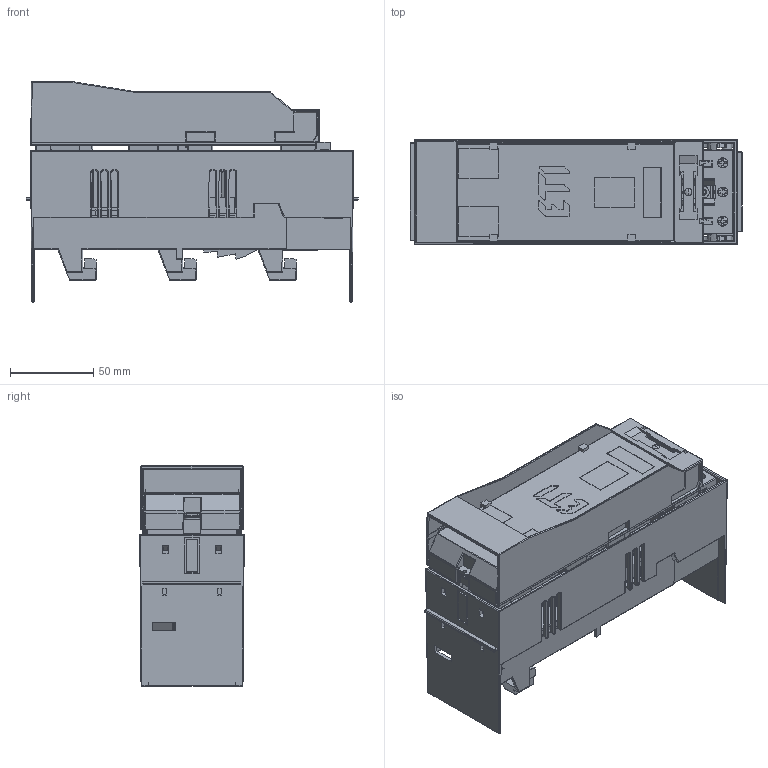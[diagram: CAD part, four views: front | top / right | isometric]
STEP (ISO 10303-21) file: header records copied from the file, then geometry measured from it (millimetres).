
FILE_DESCRIPTION((''),'2;1');
FILE_NAME('T6407801_NH_SAMMELSCHIENENTRE_1_ASM','2021-05-14T',('marketing.praksa'),('Audax d.o.o.'),'CREO PARAMETRIC BY PTC INC, 2017480','CREO PARAMETRIC BY PTC INC, 2017480','');
FILE_SCHEMA(('AUTOMOTIVE_DESIGN { 1 0 10303 214 1 1 1 1 }'));
Products named in the file (14): 33716_GEHAEUSE; 158217_VERBINDUNGSSCHIENE_L1_L2; 158218_VERBINDUNGSSCHIENE_L3; 158204_02_KONTAKT; 76703_DRUCKFEDER; 67391_SF-LINSENSCHRAUBE; 158440_FAHRSTUHLKLEMME; 68236_SOND_LINSENKOPFSCHRAUBE; 33717_FRONTPLATTE; 32393; 33718_SCHUTZABDECKUNG; PRT9559; HHDGH; T6407801_NH_SAMMELSCHIENENTRE_1_ASM
Assembly tree (22 placements, depth 2):
  T6407801_NH_SAMMELSCHIENENTRE_1_ASM
    33716_GEHAEUSE
    158217_VERBINDUNGSSCHIENE_L1_L2  x2
    158218_VERBINDUNGSSCHIENE_L3
    158204_02_KONTAKT  x2
    76703_DRUCKFEDER  x3
    67391_SF-LINSENSCHRAUBE  x2
    158440_FAHRSTUHLKLEMME  x3
    68236_SOND_LINSENKOPFSCHRAUBE  x3
    33717_FRONTPLATTE
    32393
    33718_SCHUTZABDECKUNG
    PRT9559
    HHDGH
Bounding box: 199.4 x 62.79 x 132.17 mm (x, y, z)
Volume: 249178.9 mm3; surface area: 300694.9 mm2
Topology: 24 solids, 24 shells, 4602 faces, 12638 edges, 7879 vertices
Faces by surface type: plane 2858, cylinder 1196, bspline 266, cone 182, torus 70, sphere 28, extrusion 2
Entity records: 202927 total; most frequent: CARTESIAN_POINT 47202, ORIENTED_EDGE 21372, DIRECTION 17628, PRESENTATION_STYLE_ASSIGNMENT 14566, STYLED_ITEM 14566, CURVE_STYLE 10688, EDGE_CURVE 10686, VECTOR 7604
